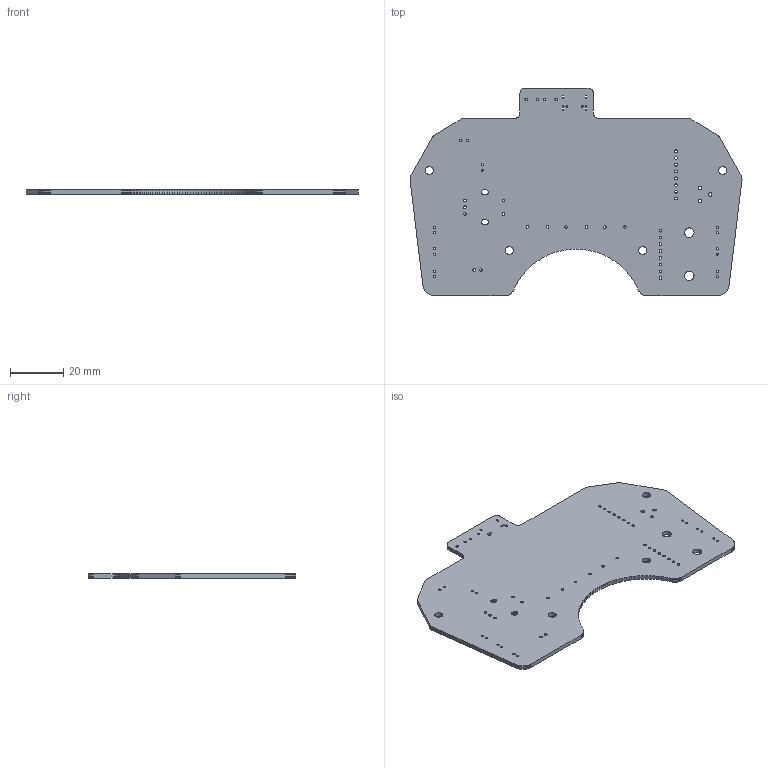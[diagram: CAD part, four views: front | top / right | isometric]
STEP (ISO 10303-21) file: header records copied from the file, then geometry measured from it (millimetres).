
FILE_DESCRIPTION(('KiCad electronic assembly'),'2;1');
FILE_NAME('FC_Wheel_PCB.step','2023-10-07T13:12:59',('Pcbnew'),('Kicad') ,'Open CASCADE STEP processor 7.7','KiCad to STEP converter','Unknown' );
FILE_SCHEMA(('AUTOMOTIVE_DESIGN { 1 0 10303 214 1 1 1 1 }'));
Length unit declared in the file: millimetre
Products named in the file (2): FC_Wheel_PCB 1; FC_Wheel_PCB PCB
Assembly tree (1 placements, depth 2):
  FC_Wheel_PCB 1
    FC_Wheel_PCB PCB
Bounding box: 124.44 x 77.86 x 1.6 mm (x, y, z)
Volume: 11702 mm3; surface area: 15632.7 mm2
Topology: 1 solids, 1 shells, 408 faces, 1218 edges, 812 vertices
Faces by surface type: plane 348, cylinder 60
Full cylindrical faces by diameter (mm): 0.65 x2, 0.8 x14, 0.9 x6, 1 x29, 1.3 x3, 3 x4, 3.519 x2
Entity records: 29753 total; most frequent: CARTESIAN_POINT 5892, DIRECTION 4178, LINE 3118, VECTOR 3118, ORIENTED_EDGE 2436, PCURVE 2436, DEFINITIONAL_REPRESENTATION 2436, EDGE_CURVE 1218
